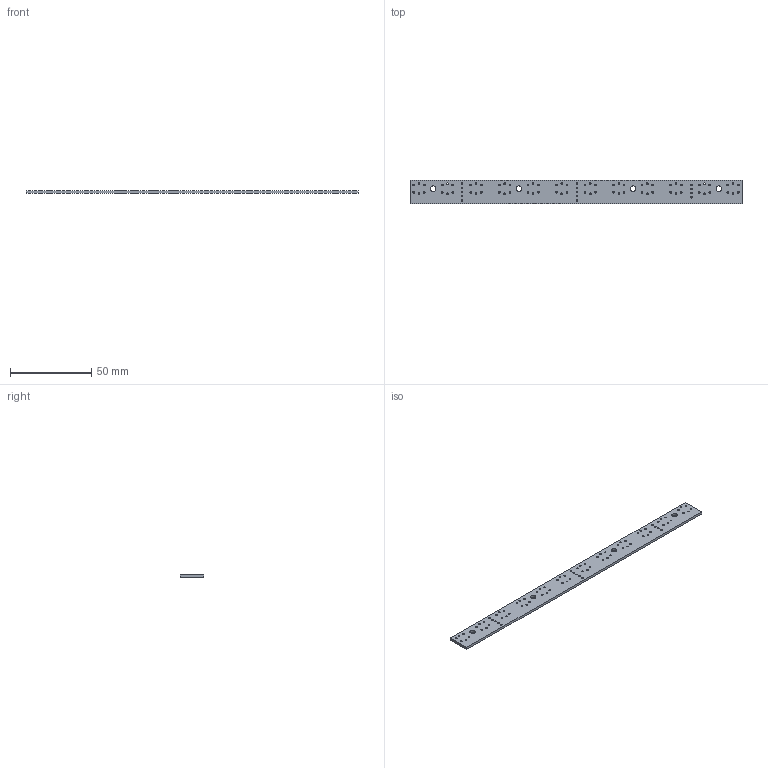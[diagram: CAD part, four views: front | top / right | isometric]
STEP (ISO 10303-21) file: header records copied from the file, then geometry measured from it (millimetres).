
FILE_DESCRIPTION(('FreeCAD Model'),'2;1');
FILE_NAME('bottom.step','2018-12-04T15:19:37',('Author'),('') ,'Open CASCADE STEP processor 6.8','FreeCAD','Unknown');
FILE_SCHEMA(('AUTOMOTIVE_DESIGN_CC2 { 1 2 10303 214 -1 1 5 4 }'));
Length unit declared in the file: millimetre
Products named in the file (1): Board_outline
Bounding box: 204.4 x 14.3 x 1.6 mm (x, y, z)
Volume: 4510.5 mm3; surface area: 6838.6 mm2
Topology: 1 solids, 1 shells, 96 faces, 282 edges, 188 vertices
Faces by surface type: cylinder 90, plane 6
Full cylindrical faces by diameter (mm): 1 x86, 3.4 x4
Entity records: 7893 total; most frequent: CARTESIAN_POINT 2211, DIRECTION 1040, ORIENTED_EDGE 564, PCURVE 564, DEFINITIONAL_REPRESENTATION 564, LINE 486, VECTOR 486, EDGE_CURVE 282
